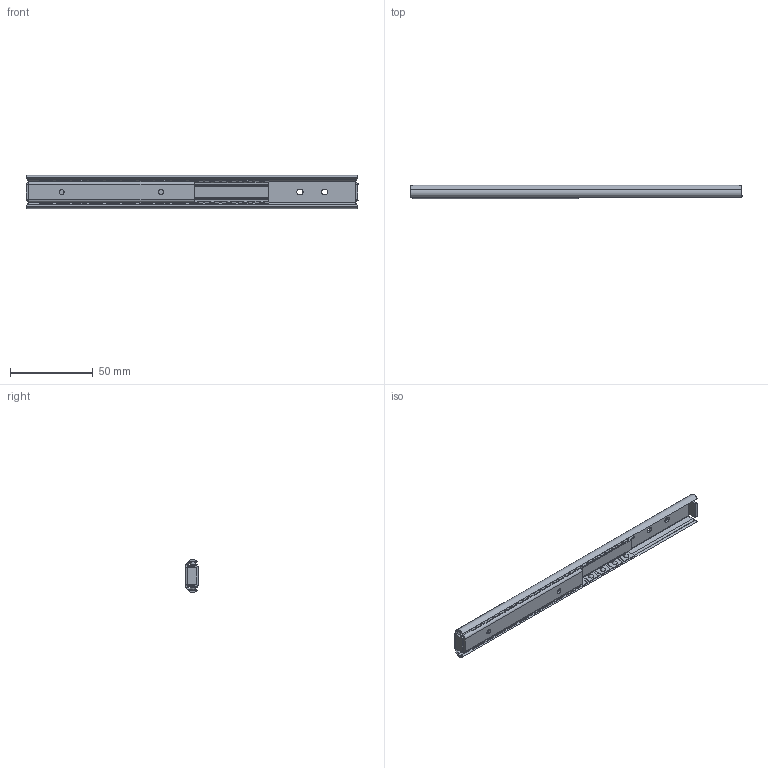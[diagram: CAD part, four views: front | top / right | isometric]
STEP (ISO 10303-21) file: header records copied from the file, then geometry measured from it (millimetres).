
FILE_DESCRIPTION((''),'2;1');
FILE_NAME('','2005-12-14T16:49:56',(''),(''),'','CADfix','');
FILE_SCHEMA(('AUTOMOTIVE_DESIGN'));
Length unit declared in the file: millimetre
Products named in the file (5): ball; retainer; member_B; member_A; TM_231_1_5067_36
Assembly tree (31 placements, depth 2):
  TM_231_1_5067_36
    ball  x28
    retainer
    member_B
    member_A
Bounding box: 200 x 8 x 20 mm (x, y, z)
Volume: 12125.5 mm3; surface area: 23465.6 mm2
Topology: 31 solids, 31 shells, 406 faces, 1160 edges, 816 vertices
Faces by surface type: bspline 406
Entity records: 13890 total; most frequent: CARTESIAN_POINT 7408, ORIENTED_EDGE 2212, EDGE_CURVE 1106, VERTEX_POINT 762, QUASI_UNIFORM_CURVE 540, EDGE_LOOP 422, FACE_OUTER_BOUND 352, ADVANCED_FACE 352
